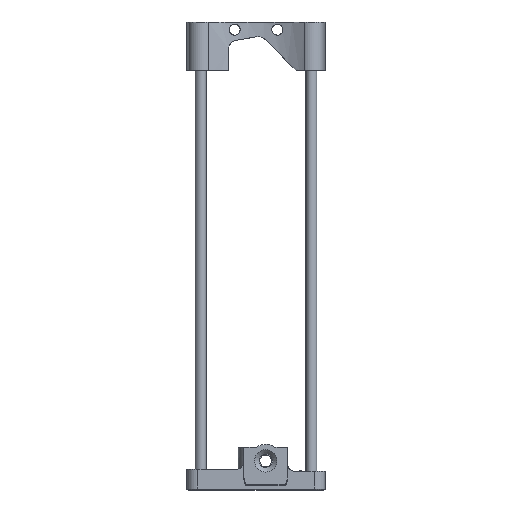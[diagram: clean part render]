
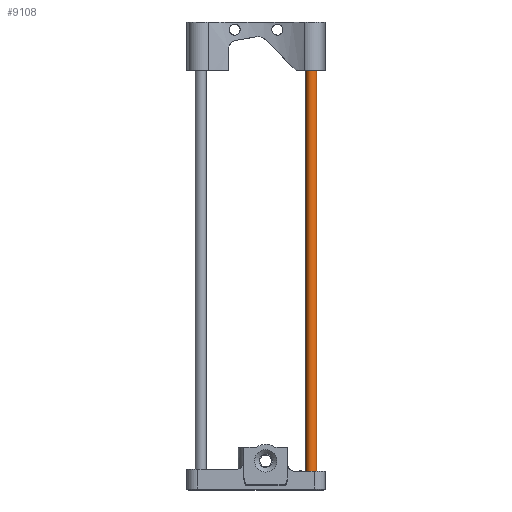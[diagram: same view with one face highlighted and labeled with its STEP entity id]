
A CAD part, top view. The second image highlights one B-rep face of the part: STEP entity #9108.
In plain terms, the highlighted cylindrical face has radius 4 mm (diameter 8 mm), a full revolution.
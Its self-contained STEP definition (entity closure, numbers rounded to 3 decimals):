
#9108 = ADVANCED_FACE('',(#9109),#9122,.T.);
#9109 = FACE_BOUND('',#9110,.T.);
#9110 = EDGE_LOOP('',(#9111,#9145,#9168,#9195));
#9111 = ORIENTED_EDGE('',*,*,#9112,.T.);
#9112 = EDGE_CURVE('',#9113,#9113,#9115,.T.);
#9113 = VERTEX_POINT('',#9114);
#9114 = CARTESIAN_POINT('',(44.,6.5,12.));
#9115 = SURFACE_CURVE('',#9116,(#9121,#9133),.PCURVE_S1.);
#9116 = CIRCLE('',#9117,4.);
#9117 = AXIS2_PLACEMENT_3D('',#9118,#9119,#9120);
#9118 = CARTESIAN_POINT('',(40.,6.5,12.));
#9119 = DIRECTION('',(-0.,1.,0.));
#9120 = DIRECTION('',(1.,0.,0.));
#9121 = PCURVE('',#9122,#9127);
#9122 = CYLINDRICAL_SURFACE('',#9123,4.);
#9123 = AXIS2_PLACEMENT_3D('',#9124,#9125,#9126);
#9124 = CARTESIAN_POINT('',(40.,5.5,12.));
#9125 = DIRECTION('',(0.,-1.,0.));
#9126 = DIRECTION('',(1.,0.,0.));
#9127 = DEFINITIONAL_REPRESENTATION('',(#9128),#9132);
#9128 = LINE('',#9129,#9130);
#9129 = CARTESIAN_POINT('',(6.283,-1.));
#9130 = VECTOR('',#9131,1.);
#9131 = DIRECTION('',(-1.,0.));
#9132 = ( GEOMETRIC_REPRESENTATION_CONTEXT(2) 
PARAMETRIC_REPRESENTATION_CONTEXT() REPRESENTATION_CONTEXT('2D SPACE',''
  ) );
#9133 = PCURVE('',#9134,#9139);
#9134 = CONICAL_SURFACE('',#9135,4.,0.785);
#9135 = AXIS2_PLACEMENT_3D('',#9136,#9137,#9138);
#9136 = CARTESIAN_POINT('',(40.,6.5,12.));
#9137 = DIRECTION('',(0.,1.,0.));
#9138 = DIRECTION('',(1.,0.,0.));
#9139 = DEFINITIONAL_REPRESENTATION('',(#9140),#9144);
#9140 = LINE('',#9141,#9142);
#9141 = CARTESIAN_POINT('',(0.,0.));
#9142 = VECTOR('',#9143,1.);
#9143 = DIRECTION('',(1.,-0.));
#9144 = ( GEOMETRIC_REPRESENTATION_CONTEXT(2) 
PARAMETRIC_REPRESENTATION_CONTEXT() REPRESENTATION_CONTEXT('2D SPACE',''
  ) );
#9145 = ORIENTED_EDGE('',*,*,#9146,.T.);
#9146 = EDGE_CURVE('',#9113,#9147,#9149,.T.);
#9147 = VERTEX_POINT('',#9148);
#9148 = CARTESIAN_POINT('',(44.,319.5,12.));
#9149 = SEAM_CURVE('',#9150,(#9154,#9161),.PCURVE_S1.);
#9150 = LINE('',#9151,#9152);
#9151 = CARTESIAN_POINT('',(44.,5.5,12.));
#9152 = VECTOR('',#9153,1.);
#9153 = DIRECTION('',(0.,1.,0.));
#9154 = PCURVE('',#9122,#9155);
#9155 = DEFINITIONAL_REPRESENTATION('',(#9156),#9160);
#9156 = LINE('',#9157,#9158);
#9157 = CARTESIAN_POINT('',(0.,0.));
#9158 = VECTOR('',#9159,1.);
#9159 = DIRECTION('',(-0.,-1.));
#9160 = ( GEOMETRIC_REPRESENTATION_CONTEXT(2) 
PARAMETRIC_REPRESENTATION_CONTEXT() REPRESENTATION_CONTEXT('2D SPACE',''
  ) );
#9161 = PCURVE('',#9122,#9162);
#9162 = DEFINITIONAL_REPRESENTATION('',(#9163),#9167);
#9163 = LINE('',#9164,#9165);
#9164 = CARTESIAN_POINT('',(6.283,0.));
#9165 = VECTOR('',#9166,1.);
#9166 = DIRECTION('',(-0.,-1.));
#9167 = ( GEOMETRIC_REPRESENTATION_CONTEXT(2) 
PARAMETRIC_REPRESENTATION_CONTEXT() REPRESENTATION_CONTEXT('2D SPACE',''
  ) );
#9168 = ORIENTED_EDGE('',*,*,#9169,.F.);
#9169 = EDGE_CURVE('',#9147,#9147,#9170,.T.);
#9170 = SURFACE_CURVE('',#9171,(#9176,#9183),.PCURVE_S1.);
#9171 = CIRCLE('',#9172,4.);
#9172 = AXIS2_PLACEMENT_3D('',#9173,#9174,#9175);
#9173 = CARTESIAN_POINT('',(40.,319.5,12.));
#9174 = DIRECTION('',(-0.,1.,0.));
#9175 = DIRECTION('',(1.,0.,0.));
#9176 = PCURVE('',#9122,#9177);
#9177 = DEFINITIONAL_REPRESENTATION('',(#9178),#9182);
#9178 = LINE('',#9179,#9180);
#9179 = CARTESIAN_POINT('',(6.283,-314.));
#9180 = VECTOR('',#9181,1.);
#9181 = DIRECTION('',(-1.,0.));
#9182 = ( GEOMETRIC_REPRESENTATION_CONTEXT(2) 
PARAMETRIC_REPRESENTATION_CONTEXT() REPRESENTATION_CONTEXT('2D SPACE',''
  ) );
#9183 = PCURVE('',#9184,#9189);
#9184 = CONICAL_SURFACE('',#9185,4.,0.785);
#9185 = AXIS2_PLACEMENT_3D('',#9186,#9187,#9188);
#9186 = CARTESIAN_POINT('',(40.,319.5,12.));
#9187 = DIRECTION('',(0.,-1.,0.));
#9188 = DIRECTION('',(1.,0.,0.));
#9189 = DEFINITIONAL_REPRESENTATION('',(#9190),#9194);
#9190 = LINE('',#9191,#9192);
#9191 = CARTESIAN_POINT('',(6.283,0.));
#9192 = VECTOR('',#9193,1.);
#9193 = DIRECTION('',(-1.,0.));
#9194 = ( GEOMETRIC_REPRESENTATION_CONTEXT(2) 
PARAMETRIC_REPRESENTATION_CONTEXT() REPRESENTATION_CONTEXT('2D SPACE',''
  ) );
#9195 = ORIENTED_EDGE('',*,*,#9146,.F.);
